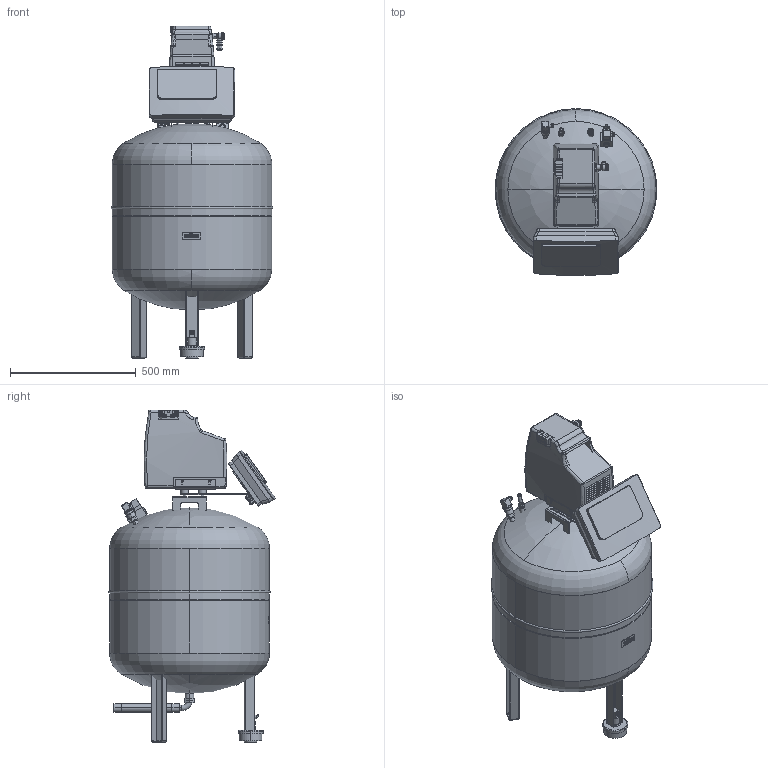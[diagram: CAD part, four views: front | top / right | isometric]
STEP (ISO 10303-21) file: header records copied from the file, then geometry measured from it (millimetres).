
FILE_DESCRIPTION((''),'2;1');
FILE_NAME('3d_ReflexomatRC200_6bar-8806405.stp','2013-12-05T14:57:36',(''),(''),'Mechanical Desktop 2011','Mechanical Desktop 2011',', , ');
FILE_SCHEMA(('CONFIG_CONTROL_DESIGN'));
Length unit declared in the file: millimetre
Products named in the file (1): Product
Bounding box: 642.8 x 662.54 x 1318 mm (x, y, z)
Volume: 219822007.4 mm3; surface area: 4586230.3 mm2
Topology: 42 solids, 42 shells, 2542 faces, 6677 edges, 4352 vertices
Faces by surface type: plane 1705, cylinder 419, bspline 321, torus 58, cone 22, sphere 17
Entity records: 83623 total; most frequent: CARTESIAN_POINT 20947, ORIENTED_EDGE 13326, DIRECTION 12292, EDGE_CURVE 6663, VECTOR 5170, LINE 5170, VERTEX_POINT 4352, AXIS2_PLACEMENT_3D 3561
